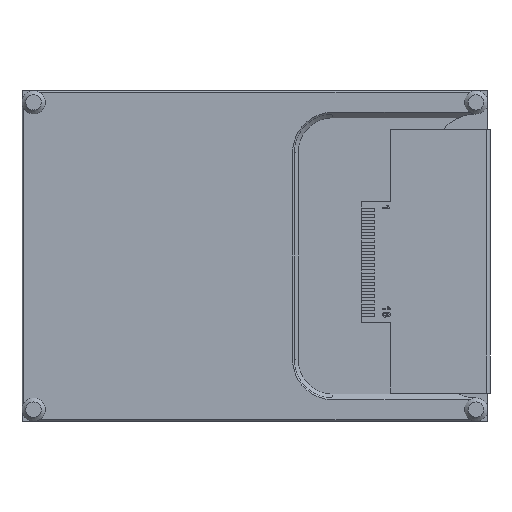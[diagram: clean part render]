
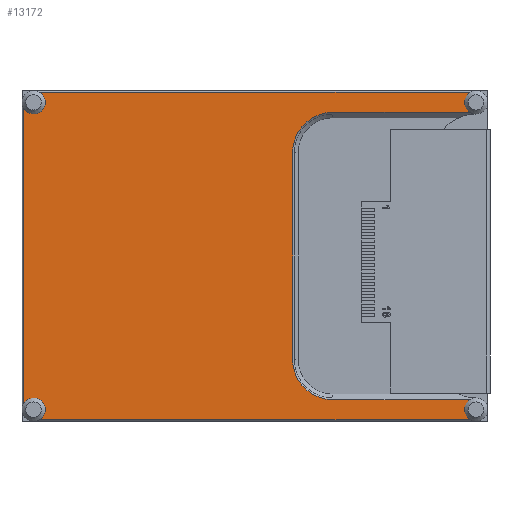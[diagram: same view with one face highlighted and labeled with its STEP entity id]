
A CAD part, front view. The second image highlights one B-rep face of the part: STEP entity #13172.
In plain terms, the highlighted planar face has unit normal (0, -1, 0).
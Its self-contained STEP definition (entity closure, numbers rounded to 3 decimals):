
#1331=PLANE('',#13615);
#2006=FACE_OUTER_BOUND('',#2722,.T.);
#2722=EDGE_LOOP('',(#12299,#12300,#12301,#12302,#12303,#12304,#12305,#12306,
#12307,#12308,#12309,#12310,#12311,#12312));
#3988=LINE('',#24800,#5262);
#3990=LINE('',#24806,#5264);
#3991=LINE('',#24812,#5265);
#3992=LINE('',#24816,#5266);
#3993=LINE('',#24819,#5267);
#3994=LINE('',#24820,#5268);
#5262=VECTOR('',#15677,10.);
#5264=VECTOR('',#15683,10.);
#5265=VECTOR('',#15688,10.);
#5266=VECTOR('',#15691,10.);
#5267=VECTOR('',#15694,10.);
#5268=VECTOR('',#15695,10.);
#5324=CIRCLE('',#13602,1.5);
#5325=CIRCLE('',#13605,1.5);
#5327=CIRCLE('',#13610,1.5);
#5328=CIRCLE('',#13616,1.5);
#5329=CIRCLE('',#13617,1.5);
#5330=CIRCLE('',#13618,1.5);
#5331=CIRCLE('',#13619,5.2);
#5332=CIRCLE('',#13620,5.2);
#6585=VERTEX_POINT('',#24768);
#6586=VERTEX_POINT('',#24770);
#6589=VERTEX_POINT('',#24777);
#6593=VERTEX_POINT('',#24789);
#6594=VERTEX_POINT('',#24791);
#6596=VERTEX_POINT('',#24798);
#6597=VERTEX_POINT('',#24803);
#6598=VERTEX_POINT('',#24805);
#6599=VERTEX_POINT('',#24807);
#6600=VERTEX_POINT('',#24809);
#6601=VERTEX_POINT('',#24811);
#6602=VERTEX_POINT('',#24813);
#6603=VERTEX_POINT('',#24815);
#6604=VERTEX_POINT('',#24817);
#8489=EDGE_CURVE('',#6586,#6585,#5324,.T.);
#8494=EDGE_CURVE('',#6585,#6589,#5325,.T.);
#8500=EDGE_CURVE('',#6594,#6593,#5327,.T.);
#8504=EDGE_CURVE('',#6596,#6593,#3988,.T.);
#8506=EDGE_CURVE('',#6596,#6597,#5328,.T.);
#8507=EDGE_CURVE('',#6598,#6597,#3990,.T.);
#8508=EDGE_CURVE('',#6598,#6599,#5329,.T.);
#8509=EDGE_CURVE('',#6599,#6600,#5330,.T.);
#8510=EDGE_CURVE('',#6601,#6600,#3991,.T.);
#8511=EDGE_CURVE('',#6602,#6601,#5331,.T.);
#8512=EDGE_CURVE('',#6603,#6602,#3992,.T.);
#8513=EDGE_CURVE('',#6604,#6603,#5332,.T.);
#8514=EDGE_CURVE('',#6586,#6604,#3993,.T.);
#8515=EDGE_CURVE('',#6594,#6589,#3994,.T.);
#12299=ORIENTED_EDGE('',*,*,#8504,.F.);
#12300=ORIENTED_EDGE('',*,*,#8506,.T.);
#12301=ORIENTED_EDGE('',*,*,#8507,.F.);
#12302=ORIENTED_EDGE('',*,*,#8508,.T.);
#12303=ORIENTED_EDGE('',*,*,#8509,.T.);
#12304=ORIENTED_EDGE('',*,*,#8510,.F.);
#12305=ORIENTED_EDGE('',*,*,#8511,.F.);
#12306=ORIENTED_EDGE('',*,*,#8512,.F.);
#12307=ORIENTED_EDGE('',*,*,#8513,.F.);
#12308=ORIENTED_EDGE('',*,*,#8514,.F.);
#12309=ORIENTED_EDGE('',*,*,#8489,.T.);
#12310=ORIENTED_EDGE('',*,*,#8494,.T.);
#12311=ORIENTED_EDGE('',*,*,#8515,.F.);
#12312=ORIENTED_EDGE('',*,*,#8500,.T.);
#13172=ADVANCED_FACE('',(#2006),#1331,.F.);
#13602=AXIS2_PLACEMENT_3D('',#24771,#15645,#15646);
#13605=AXIS2_PLACEMENT_3D('',#24779,#15653,#15654);
#13610=AXIS2_PLACEMENT_3D('',#24792,#15666,#15667);
#13615=AXIS2_PLACEMENT_3D('',#24802,#15679,#15680);
#13616=AXIS2_PLACEMENT_3D('',#24804,#15681,#15682);
#13617=AXIS2_PLACEMENT_3D('',#24808,#15684,#15685);
#13618=AXIS2_PLACEMENT_3D('',#24810,#15686,#15687);
#13619=AXIS2_PLACEMENT_3D('',#24814,#15689,#15690);
#13620=AXIS2_PLACEMENT_3D('',#24818,#15692,#15693);
#15645=DIRECTION('center_axis',(0.,1.,0.));
#15646=DIRECTION('ref_axis',(1.,0.,0.));
#15653=DIRECTION('center_axis',(0.,1.,0.));
#15654=DIRECTION('ref_axis',(1.,0.,0.));
#15666=DIRECTION('center_axis',(0.,1.,0.));
#15667=DIRECTION('ref_axis',(1.,0.,0.));
#15677=DIRECTION('',(0.,0.,1.));
#15679=DIRECTION('center_axis',(0.,1.,0.));
#15680=DIRECTION('ref_axis',(1.,0.,0.));
#15681=DIRECTION('center_axis',(0.,1.,0.));
#15682=DIRECTION('ref_axis',(1.,0.,0.));
#15683=DIRECTION('',(-1.,0.,0.));
#15684=DIRECTION('center_axis',(0.,1.,0.));
#15685=DIRECTION('ref_axis',(1.,0.,0.));
#15686=DIRECTION('center_axis',(0.,1.,0.));
#15687=DIRECTION('ref_axis',(1.,0.,0.));
#15688=DIRECTION('',(1.,0.,0.));
#15689=DIRECTION('center_axis',(0.,-1.,0.));
#15690=DIRECTION('ref_axis',(-0.707,0.,-0.707));
#15691=DIRECTION('',(0.,0.,-1.));
#15692=DIRECTION('center_axis',(0.,-1.,0.));
#15693=DIRECTION('ref_axis',(-0.707,0.,0.707));
#15694=DIRECTION('',(-1.,0.,0.));
#15695=DIRECTION('',(1.,0.,0.));
#24768=CARTESIAN_POINT('',(27.075,0.,19.85));
#24770=CARTESIAN_POINT('',(27.827,0.,18.55));
#24771=CARTESIAN_POINT('Origin',(28.575,0.,19.85));
#24777=CARTESIAN_POINT('',(27.827,0.,21.15));
#24779=CARTESIAN_POINT('Origin',(28.575,0.,19.85));
#24789=CARTESIAN_POINT('',(-29.875,0.,19.102));
#24791=CARTESIAN_POINT('',(-27.827,0.,21.15));
#24792=CARTESIAN_POINT('Origin',(-28.575,0.,19.85));
#24798=CARTESIAN_POINT('',(-29.875,0.,-19.102));
#24800=CARTESIAN_POINT('',(-29.875,0.,-10.675));
#24802=CARTESIAN_POINT('Origin',(0.,0.,0.));
#24803=CARTESIAN_POINT('',(-27.827,0.,-21.15));
#24804=CARTESIAN_POINT('Origin',(-28.575,0.,-19.85));
#24805=CARTESIAN_POINT('',(27.827,0.,-21.15));
#24806=CARTESIAN_POINT('',(15.038,0.,-21.15));
#24807=CARTESIAN_POINT('',(27.075,0.,-19.85));
#24808=CARTESIAN_POINT('Origin',(28.575,0.,-19.85));
#24809=CARTESIAN_POINT('',(27.827,0.,-18.55));
#24810=CARTESIAN_POINT('Origin',(28.575,0.,-19.85));
#24811=CARTESIAN_POINT('',(10.075,0.,-18.55));
#24812=CARTESIAN_POINT('',(2.538,0.,-18.55));
#24813=CARTESIAN_POINT('',(4.875,0.,-13.35));
#24814=CARTESIAN_POINT('Origin',(10.075,0.,-13.35));
#24815=CARTESIAN_POINT('',(4.875,0.,13.35));
#24816=CARTESIAN_POINT('',(4.875,0.,9.175));
#24817=CARTESIAN_POINT('',(10.075,0.,18.55));
#24818=CARTESIAN_POINT('Origin',(10.075,0.,13.35));
#24819=CARTESIAN_POINT('',(15.038,0.,18.55));
#24820=CARTESIAN_POINT('',(-15.038,0.,21.15));
